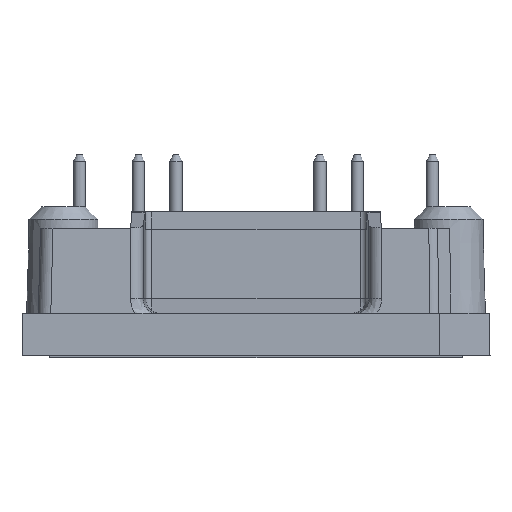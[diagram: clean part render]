
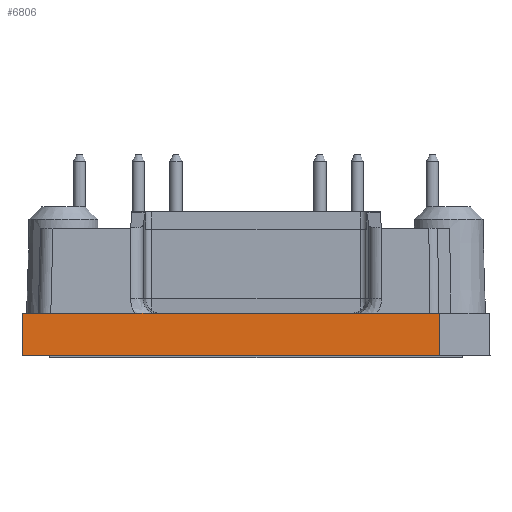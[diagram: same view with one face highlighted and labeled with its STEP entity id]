
A CAD part, left-side view. The second image highlights one B-rep face of the part: STEP entity #6806.
In plain terms, the highlighted planar face has unit normal (-1, 0, 0.018).
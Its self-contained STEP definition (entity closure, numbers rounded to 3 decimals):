
#1266=ORIENTED_EDGE('',*,*,#2110,.F.);
#1267=ORIENTED_EDGE('',*,*,#2130,.T.);
#1268=ORIENTED_EDGE('',*,*,#2140,.T.);
#1269=ORIENTED_EDGE('',*,*,#2141,.F.);
#2110=EDGE_CURVE('',#2600,#2602,#2940,.T.);
#2130=EDGE_CURVE('',#2600,#2604,#2960,.T.);
#2140=EDGE_CURVE('',#2604,#2606,#2970,.T.);
#2141=EDGE_CURVE('',#2602,#2606,#2971,.T.);
#2600=VERTEX_POINT('',#10163);
#2602=VERTEX_POINT('',#10166);
#2604=VERTEX_POINT('',#10195);
#2606=VERTEX_POINT('',#10210);
#2940=LINE('',#10165,#3252);
#2960=LINE('',#10197,#3272);
#2970=LINE('',#10209,#3282);
#2971=LINE('',#10211,#3283);
#3252=VECTOR('',#8496,1000.);
#3272=VECTOR('',#8532,1000.);
#3282=VECTOR('',#8546,1000.);
#3283=VECTOR('',#8547,1000.);
#3584=EDGE_LOOP('',(#1266,#1267,#1268,#1269));
#4064=FACE_BOUND('',#3584,.T.);
#4350=PLANE('',#7314);
#6806=ADVANCED_FACE('',(#4064),#4350,.T.);
#7314=AXIS2_PLACEMENT_3D('',#10208,#8544,#8545);
#8496=DIRECTION('',(-0.017,-0.007,-1.));
#8532=DIRECTION('',(0.,1.,0.));
#8544=DIRECTION('',(-1.,0.,0.017));
#8545=DIRECTION('',(0.017,0.,1.));
#8546=DIRECTION('',(-0.017,0.017,-1.));
#8547=DIRECTION('',(0.,1.,0.));
#10163=CARTESIAN_POINT('',(-40.941,-14.675,3.4));
#10165=CARTESIAN_POINT('',(-40.998,-14.699,0.134));
#10166=CARTESIAN_POINT('',(-41.,-14.7,0.));
#10195=CARTESIAN_POINT('',(-40.941,18.641,3.4));
#10197=CARTESIAN_POINT('',(-40.941,0.,3.4));
#10208=CARTESIAN_POINT('',(-41.,0.,0.));
#10209=CARTESIAN_POINT('',(-40.994,18.694,0.326));
#10210=CARTESIAN_POINT('',(-41.,18.7,0.));
#10211=CARTESIAN_POINT('',(-41.,0.,0.));
